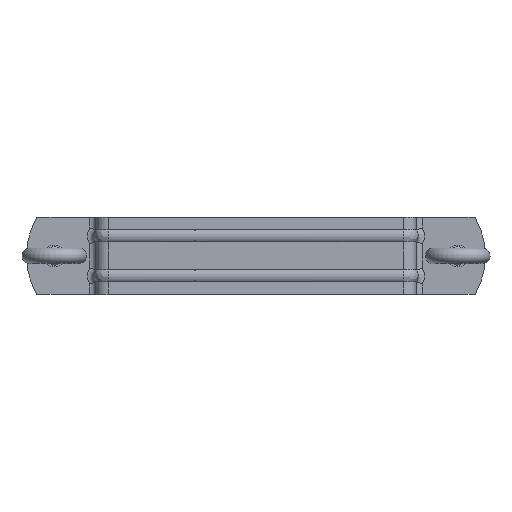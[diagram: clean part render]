
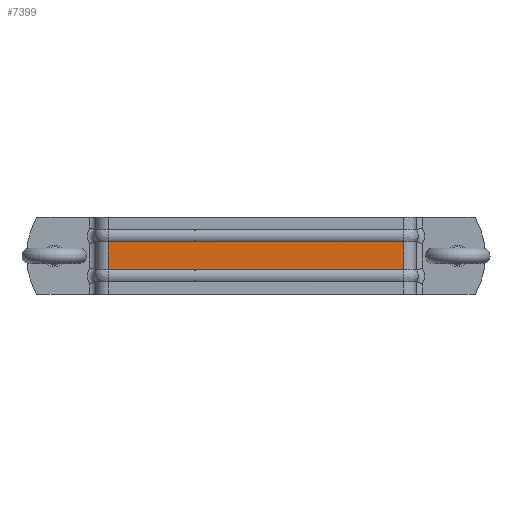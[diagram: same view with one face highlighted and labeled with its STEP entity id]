
A CAD part, top view. The second image highlights one B-rep face of the part: STEP entity #7399.
In plain terms, the highlighted planar face has unit normal (0, 0, 1).
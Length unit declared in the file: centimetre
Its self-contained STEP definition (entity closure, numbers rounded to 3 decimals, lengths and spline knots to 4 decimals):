
#243=PLANE('',#8125);
#923=FACE_OUTER_BOUND('',#1412,.T.);
#1412=EDGE_LOOP('',(#6106,#6107,#6108,#6109,#6110,#6111));
#1890=LINE('',#14405,#2334);
#1891=LINE('',#14419,#2335);
#1892=LINE('',#14420,#2336);
#1893=LINE('',#14422,#2337);
#1894=LINE('',#14424,#2338);
#1895=LINE('',#14425,#2339);
#2334=VECTOR('',#9769,1.);
#2335=VECTOR('',#9778,1.);
#2336=VECTOR('',#9779,1.);
#2337=VECTOR('',#9780,1.);
#2338=VECTOR('',#9781,1.);
#2339=VECTOR('',#9782,1.);
#3336=VERTEX_POINT('',#14403);
#3337=VERTEX_POINT('',#14404);
#3339=VERTEX_POINT('',#14417);
#3340=VERTEX_POINT('',#14418);
#3341=VERTEX_POINT('',#14421);
#3342=VERTEX_POINT('',#14423);
#4282=EDGE_CURVE('',#3336,#3337,#1890,.T.);
#4287=EDGE_CURVE('',#3339,#3340,#1891,.T.);
#4288=EDGE_CURVE('',#3337,#3340,#1892,.T.);
#4289=EDGE_CURVE('',#3336,#3341,#1893,.T.);
#4290=EDGE_CURVE('',#3341,#3342,#1894,.T.);
#4291=EDGE_CURVE('',#3339,#3342,#1895,.T.);
#6106=ORIENTED_EDGE('',*,*,#4287,.T.);
#6107=ORIENTED_EDGE('',*,*,#4288,.F.);
#6108=ORIENTED_EDGE('',*,*,#4282,.F.);
#6109=ORIENTED_EDGE('',*,*,#4289,.T.);
#6110=ORIENTED_EDGE('',*,*,#4290,.T.);
#6111=ORIENTED_EDGE('',*,*,#4291,.F.);
#7399=ADVANCED_FACE('',(#923),#243,.T.);
#8125=AXIS2_PLACEMENT_3D('',#14416,#9776,#9777);
#9769=DIRECTION('',(-1.,0.,0.));
#9776=DIRECTION('center_axis',(0.,0.,1.));
#9777=DIRECTION('ref_axis',(0.,1.,0.));
#9778=DIRECTION('',(-1.,0.,0.));
#9779=DIRECTION('',(0.,1.,0.));
#9780=DIRECTION('',(0.,1.,0.));
#9781=DIRECTION('',(-1.,0.,0.));
#9782=DIRECTION('',(1.,0.,0.));
#14403=CARTESIAN_POINT('',(19.2593,288.1854,180.5526));
#14404=CARTESIAN_POINT('',(-76.7407,288.1854,180.5526));
#14405=CARTESIAN_POINT('',(19.2593,288.1854,180.5526));
#14416=CARTESIAN_POINT('Origin',(19.2593,288.1854,180.5526));
#14417=CARTESIAN_POINT('',(-48.7407,297.2611,180.5526));
#14418=CARTESIAN_POINT('',(-76.7407,297.2611,180.5526));
#14419=CARTESIAN_POINT('',(19.2593,297.2611,180.5526));
#14420=CARTESIAN_POINT('',(-76.7407,297.2611,180.5526));
#14421=CARTESIAN_POINT('',(19.2593,297.2611,180.5526));
#14422=CARTESIAN_POINT('',(19.2593,297.2611,180.5526));
#14423=CARTESIAN_POINT('',(-1.1342,297.2611,180.5526));
#14424=CARTESIAN_POINT('',(19.2593,297.2611,180.5526));
#14425=CARTESIAN_POINT('',(-48.7407,297.2611,180.5526));
